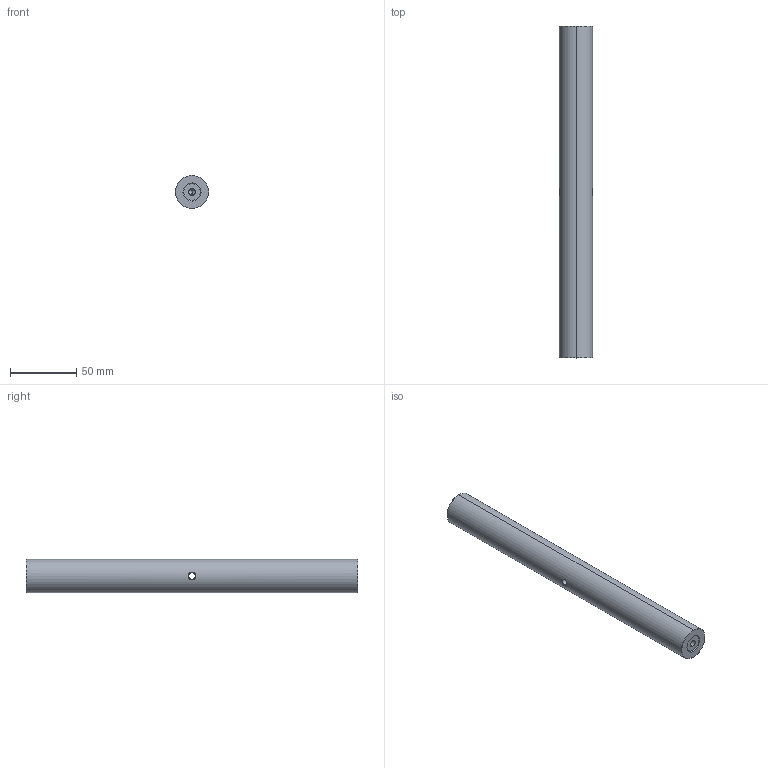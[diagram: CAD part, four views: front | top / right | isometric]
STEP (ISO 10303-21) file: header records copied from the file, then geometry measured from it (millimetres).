
FILE_DESCRIPTION (( 'STEP AP203' ), '1' );
FILE_NAME ('1.4.2.127-ZGH-25-250.STEP', '2024-04-06T03:29:45', ( '' ), ( '' ), 'SwSTEP 2.0', 'SolidWorks 2021', '' );
FILE_SCHEMA (( 'CONFIG_CONTROL_DESIGN' ));
Length unit declared in the file: millimetre
Products named in the file (1): 1.4.2.127-ZGH-25-250
Bounding box: 25 x 250 x 25 mm (x, y, z)
Volume: 121843.3 mm3; surface area: 21171.5 mm2
Topology: 1 solids, 1 shells, 28 faces, 63 edges, 37 vertices
Faces by surface type: cone 8, cylinder 8, bspline 4, torus 4, plane 4
Entity records: 3522 total; most frequent: CARTESIAN_POINT 2853, DIRECTION 122, ORIENTED_EDGE 118, EDGE_CURVE 59, AXIS2_PLACEMENT_3D 53, VERTEX_POINT 37, EDGE_LOOP 34, FACE_OUTER_BOUND 28
